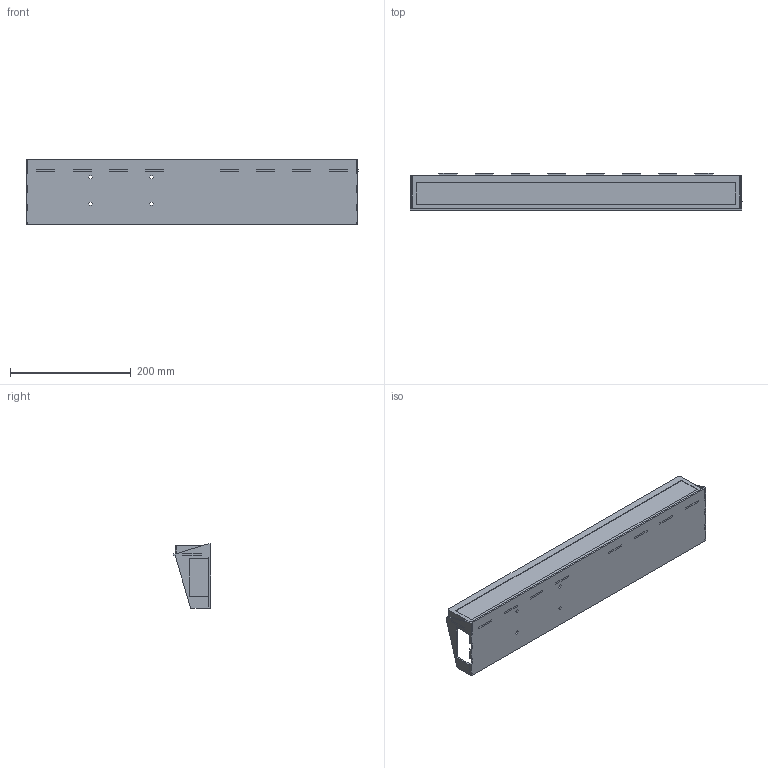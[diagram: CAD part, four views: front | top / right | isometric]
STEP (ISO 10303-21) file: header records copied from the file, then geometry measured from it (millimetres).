
FILE_DESCRIPTION (( 'STEP AP214' ), '1' );
FILE_NAME ('status_bar_case.STEP', '2022-03-18T04:55:36', ( '' ), ( '' ), 'SwSTEP 2.0', 'SolidWorks 2020', '' );
FILE_SCHEMA (( 'AUTOMOTIVE_DESIGN' ));
Length unit declared in the file: millimetre
Products named in the file (6): base_plate; left_plate; right_plate; status_bar_case; lcd_mount_plate; dv210fbm-n00
Assembly tree (5 placements, depth 2):
  status_bar_case
    dv210fbm-n00
    lcd_mount_plate
    base_plate
    left_plate
    right_plate
Bounding box: 550 x 62 x 107 mm (x, y, z)
Volume: 647782.4 mm3; surface area: 280010.4 mm2
Topology: 5 solids, 5 shells, 261 faces, 732 edges, 488 vertices
Faces by surface type: plane 233, cylinder 28
Entity records: 8604 total; most frequent: CARTESIAN_POINT 1489, ORIENTED_EDGE 1464, DIRECTION 1326, EDGE_CURVE 732, LINE 676, VECTOR 676, VERTEX_POINT 488, AXIS2_PLACEMENT_3D 325
